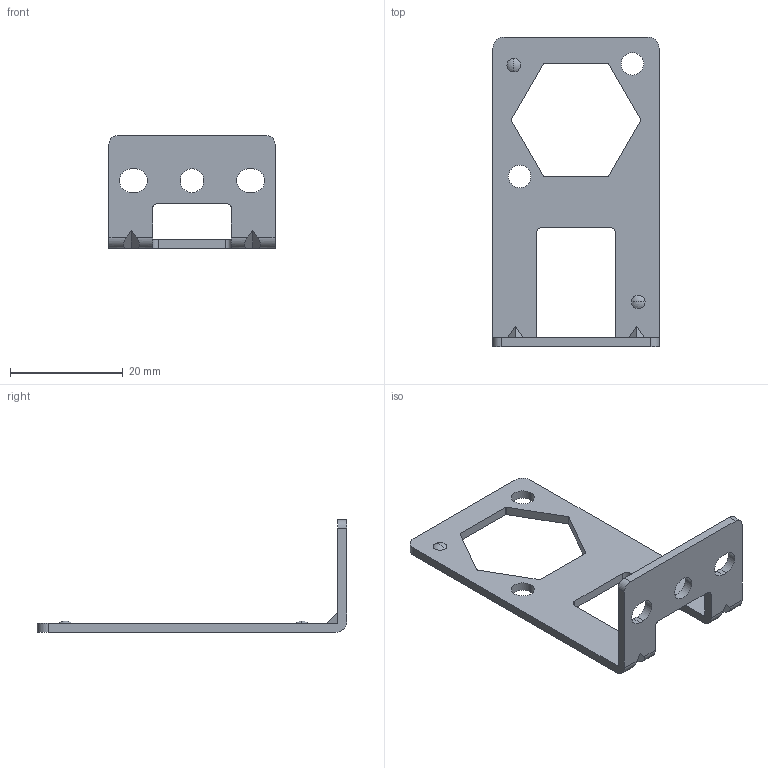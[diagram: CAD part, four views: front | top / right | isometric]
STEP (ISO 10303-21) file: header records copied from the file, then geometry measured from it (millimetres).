
FILE_DESCRIPTION((''),'2;1');
FILE_NAME('I-0330-A1','2019-04-09T',('tommy'),(''),'CREO PARAMETRIC BY PTC INC, 2014500','CREO PARAMETRIC BY PTC INC, 2014500','');
FILE_SCHEMA(('CONFIG_CONTROL_DESIGN'));
Length unit declared in the file: millimetre
Products named in the file (1): I-0330-A1
Bounding box: 29.5 x 55 x 20 mm (x, y, z)
Volume: 2150.7 mm3; surface area: 3383.4 mm2
Topology: 1 solids, 1 shells, 68 faces, 198 edges, 130 vertices
Faces by surface type: plane 32, cylinder 32, sphere 4
Entity records: 2332 total; most frequent: CARTESIAN_POINT 424, DIRECTION 394, ORIENTED_EDGE 388, EDGE_CURVE 194, AXIS2_PLACEMENT_3D 136, VERTEX_POINT 130, VECTOR 122, LINE 122
